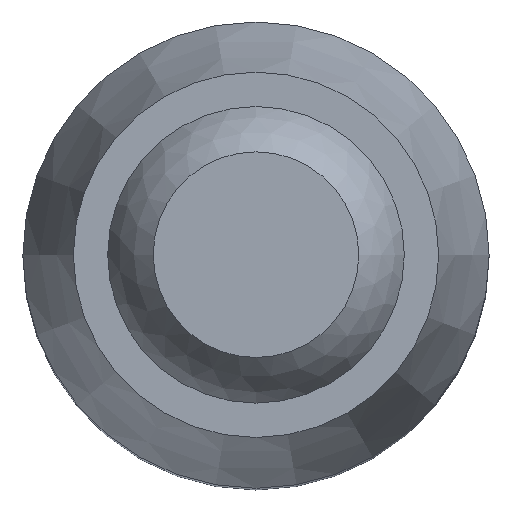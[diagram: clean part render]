
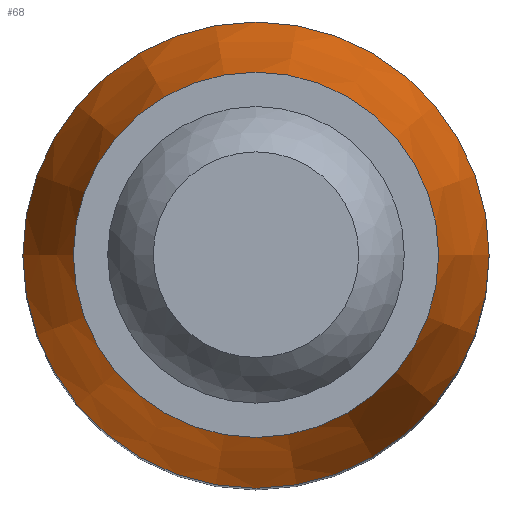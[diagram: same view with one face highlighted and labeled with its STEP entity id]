
A CAD part, top view. The second image highlights one B-rep face of the part: STEP entity #68.
In plain terms, the highlighted conical face has half-angle 14.57 degrees and reference radius 2.35 mm.
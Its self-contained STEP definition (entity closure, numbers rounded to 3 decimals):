
#68 = ADVANCED_FACE( '', ( #141, #142 ), #143, .T. );
#141 = FACE_OUTER_BOUND( '', #215, .T. );
#142 = FACE_BOUND( '', #216, .T. );
#143 = CONICAL_SURFACE( '', #217, 2.35, 0.254 );
#215 = EDGE_LOOP( '', ( #343 ) );
#216 = EDGE_LOOP( '', ( #344 ) );
#217 = AXIS2_PLACEMENT_3D( '', #345, #346, #347 );
#343 = ORIENTED_EDGE( '', *, *, #442, .F. );
#344 = ORIENTED_EDGE( '', *, *, #432, .F. );
#345 = CARTESIAN_POINT( '', ( 0., 0., 15.4 ) );
#346 = DIRECTION( '', ( 0., 0., -1. ) );
#347 = DIRECTION( '', ( -1., 0., 0. ) );
#432 = EDGE_CURVE( '', #508, #508, #509, .T. );
#442 = EDGE_CURVE( '', #520, #520, #521, .F. );
#508 = VERTEX_POINT( '', #606 );
#509 = CIRCLE( '', #607, 2.35 );
#520 = VERTEX_POINT( '', #623 );
#521 = CIRCLE( '', #624, 3. );
#606 = CARTESIAN_POINT( '', ( 2.35, 0., 15.4 ) );
#607 = AXIS2_PLACEMENT_3D( '', #681, #682, #683 );
#623 = CARTESIAN_POINT( '', ( 3., 0., 12.9 ) );
#624 = AXIS2_PLACEMENT_3D( '', #689, #690, #691 );
#681 = CARTESIAN_POINT( '', ( 0., 0., 15.4 ) );
#682 = DIRECTION( '', ( 0., 0., 1. ) );
#683 = DIRECTION( '', ( 1., 0., 0. ) );
#689 = CARTESIAN_POINT( '', ( 0., 0., 12.9 ) );
#690 = DIRECTION( '', ( 0., 0., 1. ) );
#691 = DIRECTION( '', ( 1., 0., 0. ) );
